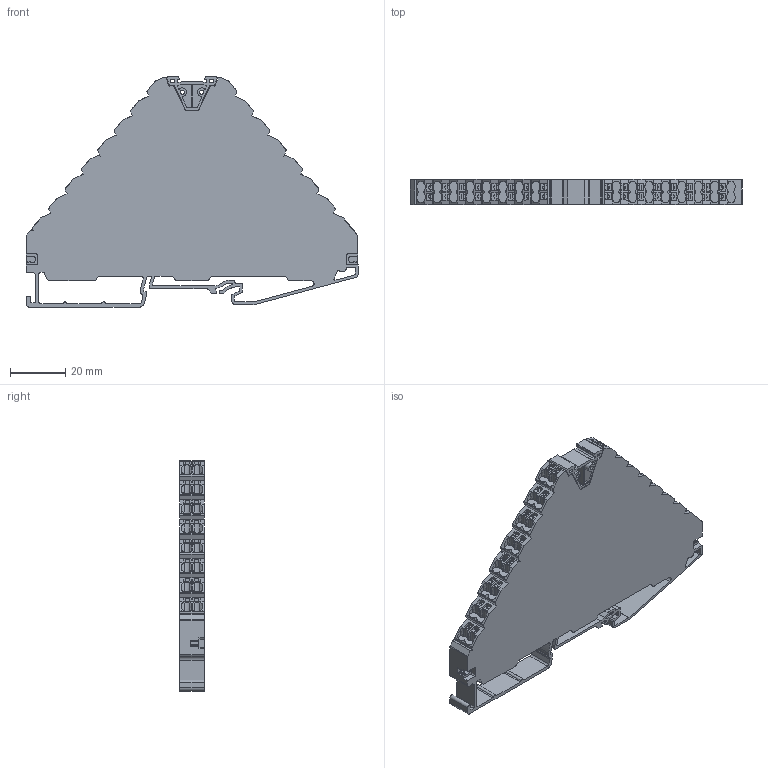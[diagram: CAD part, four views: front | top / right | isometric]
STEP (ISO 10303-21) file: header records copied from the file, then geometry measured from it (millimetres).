
FILE_DESCRIPTION(/* description */ ('Unknown'),/* implementation_level */ '2;1');
FILE_NAME(/* name */ 'CP8L32(I.S)H',/* time_stamp */ '2019-03-09T10:58:46+05:00',/* author */ ('Unknown'),/* organization */ ('Unknown'),/* preprocessor_version */ 'ST-DEVELOPER v16.7',/* originating_system */ 'DEX',/* authorisation */ $);
FILE_SCHEMA (('AP203_CONFIGURATION_CONTROLLED_3D_DESIGN_OF_MECHANICAL_PARTS_AND_ASSEMBLIES_MIM_LF { 1 0 10303 203 3 1 4 }','AP242_MANAGED_MODEL_BASED_3D_ENGINEERING_MIM_LF { 1 0 10303 442 1 1 4 }','AUTOMOTIVE_DESIGN {1 0 10303 214 3 1 1}'));
Length unit declared in the file: millimetre
Products named in the file (1): CP8L32(I.S)H
Bounding box: 120 x 9 x 83.2 mm (x, y, z)
Volume: 53303.9 mm3; surface area: 19917.4 mm2
Topology: 2 solids, 2 shells, 1108 faces, 3194 edges, 2124 vertices
Faces by surface type: plane 712, cylinder 228, bspline 168
Full cylindrical faces by diameter (mm): 1.5 x2
Entity records: 45448 total; most frequent: CARTESIAN_POINT 9532, ORIENTED_EDGE 6384, DIRECTION 5640, EDGE_CURVE 3192, LINE 2288, VECTOR 2288, VERTEX_POINT 2124, AXIS2_PLACEMENT_3D 1676
